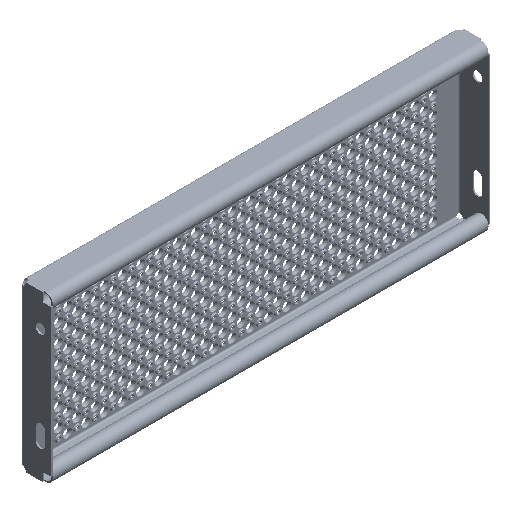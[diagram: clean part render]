
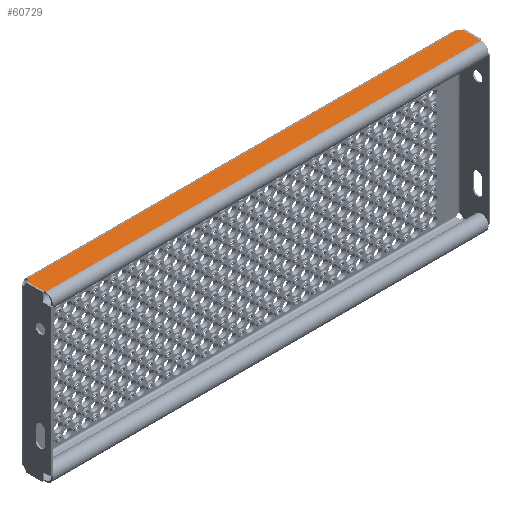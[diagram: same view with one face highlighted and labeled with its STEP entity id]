
A CAD part, isometric view. The second image highlights one B-rep face of the part: STEP entity #60729.
In plain terms, the highlighted planar face has unit normal (0, 0, 1).
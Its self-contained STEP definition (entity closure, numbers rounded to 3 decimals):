
#29945 = CARTESIAN_POINT ( 'NONE',  ( -294.302, -4., 112.5 ) ) ;
#30007 = DIRECTION ( 'NONE',  ( 1., 0., 0. ) ) ;
#30008 = VECTOR ( 'NONE', #30007, 1000. ) ;
#30009 = LINE ( 'NONE', #30010, #30008 ) ;
#30010 = CARTESIAN_POINT ( 'NONE',  ( -299., -4., 112.5 ) ) ;
#30074 = CARTESIAN_POINT ( 'NONE',  ( 294.302, -4., 112.5 ) ) ;
#30265 = CARTESIAN_POINT ( 'NONE',  ( 297.99, -32.498, 112.5 ) ) ;
#36363 = EDGE_CURVE ( 'NONE', #36411, #36381, #85942, .T. ) ;
#36381 = VERTEX_POINT ( 'NONE', #85977 ) ;
#36411 = VERTEX_POINT ( 'NONE', #86055 ) ;
#37054 = CARTESIAN_POINT ( 'NONE',  ( 297.99, -7.185, 112.5 ) ) ;
#37198 = DIRECTION ( 'NONE',  ( 0., -1., 0. ) ) ;
#37202 = CARTESIAN_POINT ( 'NONE',  ( 299., -2.288, 112.5 ) ) ;
#37203 = AXIS2_PLACEMENT_3D ( 'NONE', #37202, #37208, #37198 ) ;
#37208 = DIRECTION ( 'NONE',  ( 0., 0., -1. ) ) ;
#37209 = CIRCLE ( 'NONE', #37203, 5. ) ;
#37310 = DIRECTION ( 'NONE',  ( 0., -1., 0. ) ) ;
#37314 = CARTESIAN_POINT ( 'NONE',  ( -299., 220.712, 112.5 ) ) ;
#37324 = PLANE ( 'NONE',  #37342 ) ;
#37327 = DIRECTION ( 'NONE',  ( 0., 0., 1. ) ) ;
#37329 = FACE_OUTER_BOUND ( 'NONE', #60778, .T. ) ;
#37342 = AXIS2_PLACEMENT_3D ( 'NONE', #37314, #37327, #37310 ) ;
#37378 = DIRECTION ( 'NONE',  ( 0., 1., 0. ) ) ;
#37379 = VECTOR ( 'NONE', #37378, 1000. ) ;
#37385 = CARTESIAN_POINT ( 'NONE',  ( 297.99, -7.185, 112.5 ) ) ;
#37397 = LINE ( 'NONE', #37385, #37379 ) ;
#37569 = LINE ( 'NONE', #37657, #37655 ) ;
#37654 = DIRECTION ( 'NONE',  ( 1., 0., 0. ) ) ;
#37655 = VECTOR ( 'NONE', #37654, 1000. ) ;
#37657 = CARTESIAN_POINT ( 'NONE',  ( -297.99, -32.498, 112.5 ) ) ;
#37764 = CARTESIAN_POINT ( 'NONE',  ( -299., -2.288, 112.5 ) ) ;
#37785 = CIRCLE ( 'NONE', #37886, 5. ) ;
#37883 = DIRECTION ( 'NONE',  ( 0., -1., 0. ) ) ;
#37884 = DIRECTION ( 'NONE',  ( 0., 0., -1. ) ) ;
#37886 = AXIS2_PLACEMENT_3D ( 'NONE', #37764, #37884, #37883 ) ;
#59825 = VERTEX_POINT ( 'NONE', #29945 ) ;
#59840 = EDGE_CURVE ( 'NONE', #59825, #59902, #30009, .T. ) ;
#59902 = VERTEX_POINT ( 'NONE', #30074 ) ;
#59995 = VERTEX_POINT ( 'NONE', #30265 ) ;
#60572 = VERTEX_POINT ( 'NONE', #37054 ) ;
#60689 = ORIENTED_EDGE ( 'NONE', *, *, #60830, .T. ) ;
#60729 = ADVANCED_FACE ( 'NONE', ( #37329 ), #37324, .T. ) ;
#60766 = EDGE_CURVE ( 'NONE', #59995, #60572, #37397, .T. ) ;
#60778 = EDGE_LOOP ( 'NONE', ( #60881, #60887, #60689, #60959, #60805, #61013 ) ) ;
#60805 = ORIENTED_EDGE ( 'NONE', *, *, #60953, .T. ) ;
#60830 = EDGE_CURVE ( 'NONE', #60572, #59902, #37209, .T. ) ;
#60881 = ORIENTED_EDGE ( 'NONE', *, *, #60890, .T. ) ;
#60887 = ORIENTED_EDGE ( 'NONE', *, *, #60766, .T. ) ;
#60890 = EDGE_CURVE ( 'NONE', #36381, #59995, #37569, .T. ) ;
#60953 = EDGE_CURVE ( 'NONE', #59825, #36411, #37785, .T. ) ;
#60959 = ORIENTED_EDGE ( 'NONE', *, *, #59840, .F. ) ;
#61013 = ORIENTED_EDGE ( 'NONE', *, *, #36363, .T. ) ;
#85938 = DIRECTION ( 'NONE',  ( 0., -1., 0. ) ) ;
#85939 = VECTOR ( 'NONE', #85938, 1000. ) ;
#85940 = CARTESIAN_POINT ( 'NONE',  ( -297.99, -7.185, 112.5 ) ) ;
#85942 = LINE ( 'NONE', #85940, #85939 ) ;
#85977 = CARTESIAN_POINT ( 'NONE',  ( -297.99, -32.498, 112.5 ) ) ;
#86055 = CARTESIAN_POINT ( 'NONE',  ( -297.99, -7.185, 112.5 ) ) ;
